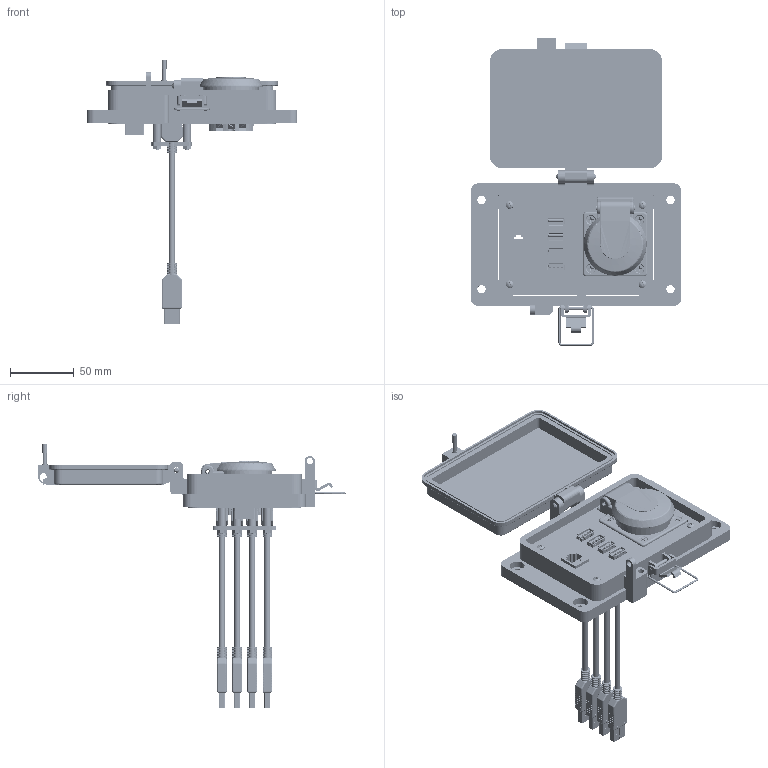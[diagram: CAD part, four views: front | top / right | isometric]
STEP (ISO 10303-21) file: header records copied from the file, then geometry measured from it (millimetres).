
FILE_DESCRIPTION (( 'STEP AP203' ), '1' );
FILE_NAME ('P-P11#4R2-M2RH0-CXXX_3D.STEP', '2022-03-29T14:45:48', ( '' ), ( '' ), 'SwSTEP 2.0', 'SolidWorks 2021', '' );
FILE_SCHEMA (( 'CONFIG_CONTROL_DESIGN' ));
Length unit declared in the file: millimetre
Products named in the file (23): Z-300-RJ45CAT5; Z-002-632516HN_90675A007; P-P11#4R2-M2RH0-CXXX_BP180_1; Z-200-OTLT-RH_Base; Z-200-OTLT-RH_Pin; Z-001-SPR_1-1_4; Z-200-OTLT-RH; 92005A124_METRIC PAN HEAD PHILLIPS MACHINE SCREW_92005A124; Z-200-OTLT-RH_Cover; P-P11#4R2-M2RH0-CXXX_FP060_1; Z-H-M2_B; Z-000-440112FH_90273A119; 632FH_1_5-IN; RH; P-P11#4R2-M2RH0-CXXX_TP120_1; P-P11#4R2-M2RH0-CXXX_3D; Z-000-4243316TFP; R2; P11; Z-020-3047; P-P11#4R2-M2RH0-CXXX_TP060_2; -M2; Z-002-4401_4HN_90675A005
Assembly tree (56 placements, depth 4):
  P-P11#4R2-M2RH0-CXXX_3D
    -M2
      Z-H-M2_B
    P-P11#4R2-M2RH0-CXXX_BP180_1
    P-P11#4R2-M2RH0-CXXX_FP060_1
    P-P11#4R2-M2RH0-CXXX_TP060_2
    P-P11#4R2-M2RH0-CXXX_TP120_1
    Z-000-4243316TFP  x2
    P11  x4
      Z-020-3047
    Z-000-440112FH_90273A119  x8
    Z-001-SPR_1-1_4  x8
    Z-002-4401_4HN_90675A005  x8
    R2
      Z-300-RJ45CAT5
    RH
      Z-200-OTLT-RH
        Z-200-OTLT-RH_Base
        Z-200-OTLT-RH_Cover
        Z-200-OTLT-RH_Pin
    632FH_1_5-IN  x4
    Z-002-632516HN_90675A007  x4
    92005A124_METRIC PAN HEAD PHILLIPS MACHINE SCREW_92005A124  x4
Bounding box: 164.96 x 240.59 x 206.58 mm (x, y, z)
Volume: 312351.7 mm3; surface area: 227081.7 mm2
Topology: 97 solids, 97 shells, 9148 faces, 26001 edges, 16996 vertices
Faces by surface type: cylinder 4287, plane 3551, bspline 690, cone 568, torus 40, sphere 12
Entity records: 116748 total; most frequent: CARTESIAN_POINT 42681, ORIENTED_EDGE 16028, DIRECTION 13288, EDGE_CURVE 8014, VERTEX_POINT 5259, LINE 4512, VECTOR 4512, AXIS2_PLACEMENT_3D 4388
